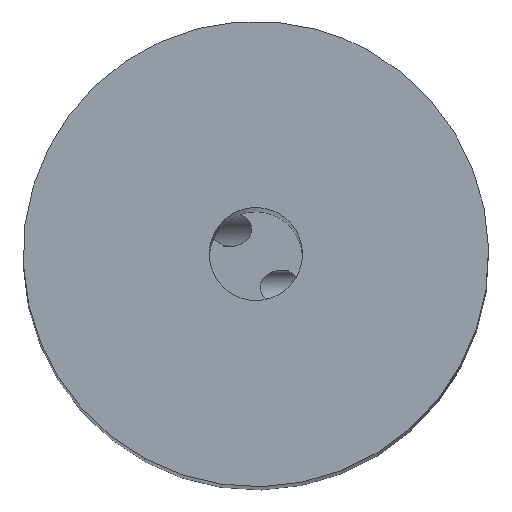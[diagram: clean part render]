
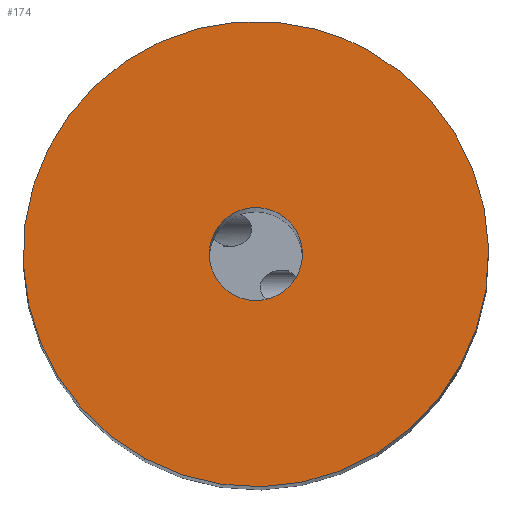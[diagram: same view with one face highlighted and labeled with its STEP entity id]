
A CAD part, top view. The second image highlights one B-rep face of the part: STEP entity #174.
In plain terms, the highlighted planar face has unit normal (0, 0, 1).
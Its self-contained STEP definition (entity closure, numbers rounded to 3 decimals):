
#54=CARTESIAN_POINT('',(-5.993,-10.97,170.));
#55=VERTEX_POINT('',#54);
#62=CARTESIAN_POINT('',(5.993,10.97,170.));
#63=VERTEX_POINT('',#62);
#64=CARTESIAN_POINT('',(-5.993,-10.97,170.));
#65=CARTESIAN_POINT('',(-7.716,-10.028,170.));
#66=CARTESIAN_POINT('',(-9.254,-8.749,170.));
#67=CARTESIAN_POINT('',(-10.519,-7.179,170.));
#68=CARTESIAN_POINT('',(-12.364,-3.628,170.));
#69=CARTESIAN_POINT('',(-12.73,0.357,170.));
#70=CARTESIAN_POINT('',(-12.514,2.362,170.));
#71=CARTESIAN_POINT('',(-11.308,6.178,170.));
#72=CARTESIAN_POINT('',(-8.749,9.254,170.));
#73=CARTESIAN_POINT('',(-7.179,10.519,170.));
#74=CARTESIAN_POINT('',(-3.628,12.364,170.));
#75=CARTESIAN_POINT('',(0.357,12.73,170.));
#76=CARTESIAN_POINT('',(2.362,12.514,170.));
#77=CARTESIAN_POINT('',(4.27,11.911,170.));
#78=CARTESIAN_POINT('',(5.993,10.97,170.));
#79=B_SPLINE_CURVE_WITH_KNOTS('',5,(#64,#65,#66,#67,#68,#69,#70,#71,#72,#73,#74,#75,#76,#77,#78),.UNSPECIFIED.,.F.,.F.,(6,3,3,3,6),(-19.635,-9.817,0.,9.817,19.635),.UNSPECIFIED.);
#80=EDGE_CURVE('',#55,#63,#79,.T.);
#134=CARTESIAN_POINT('',(0.,0.,170.));
#135=DIRECTION('',(-0.,-0.,-1.));
#136=DIRECTION('',(1.,0.,-0.));
#137=AXIS2_PLACEMENT_3D('',#134,#135,#136);
#138=CIRCLE('',#137,12.5);
#139=EDGE_CURVE('',#63,#55,#138,.T.);
#145=CARTESIAN_POINT('',(0.,-12.5,170.));
#146=DIRECTION('',(-0.,0.,-1.));
#147=DIRECTION('',(0.,1.,0.));
#148=AXIS2_PLACEMENT_3D('',#145,#146,#147);
#149=PLANE('',#148);
#150=ORIENTED_EDGE('',*,*,#80,.F.);
#151=ORIENTED_EDGE('',*,*,#139,.F.);
#152=EDGE_LOOP('',(#150,#151));
#153=FACE_BOUND('',#152,.T.);
#154=CARTESIAN_POINT('',(-2.5,0.,170.));
#155=VERTEX_POINT('',#154);
#156=CARTESIAN_POINT('',(2.5,-0.,170.));
#157=VERTEX_POINT('',#156);
#158=CARTESIAN_POINT('',(0.,0.,170.));
#159=DIRECTION('',(0.,0.,1.));
#160=DIRECTION('',(1.,0.,-0.));
#161=AXIS2_PLACEMENT_3D('',#158,#159,#160);
#162=CIRCLE('',#161,2.5);
#163=EDGE_CURVE('',#155,#157,#162,.T.);
#164=ORIENTED_EDGE('',*,*,#163,.F.);
#165=CARTESIAN_POINT('',(0.,0.,170.));
#166=DIRECTION('',(0.,0.,1.));
#167=DIRECTION('',(1.,0.,-0.));
#168=AXIS2_PLACEMENT_3D('',#165,#166,#167);
#169=CIRCLE('',#168,2.5);
#170=EDGE_CURVE('',#157,#155,#169,.T.);
#171=ORIENTED_EDGE('',*,*,#170,.F.);
#172=EDGE_LOOP('',(#164,#171));
#173=FACE_BOUND('',#172,.T.);
#174=ADVANCED_FACE('NOCUT',(#153,#173),#149,.F.);
